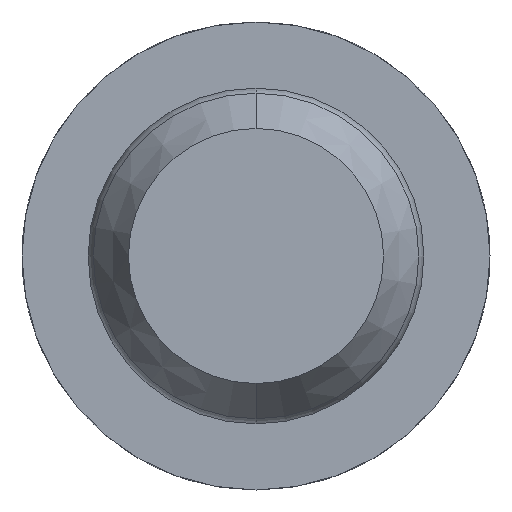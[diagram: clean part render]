
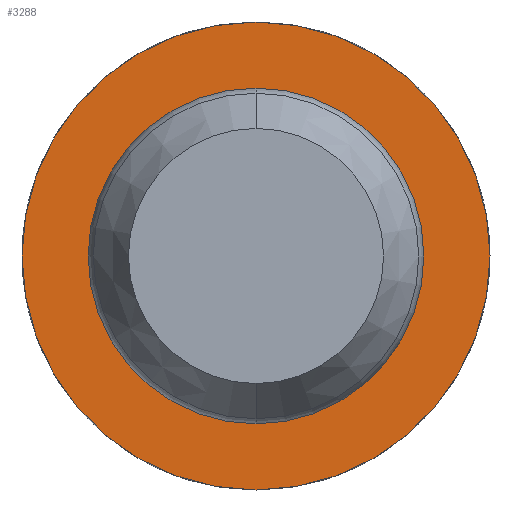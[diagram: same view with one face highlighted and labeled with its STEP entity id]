
A CAD part, front view. The second image highlights one B-rep face of the part: STEP entity #3288.
In plain terms, the highlighted planar face has unit normal (0, -1, 0).
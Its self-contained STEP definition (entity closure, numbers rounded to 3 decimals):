
#105 = DIRECTION ( 'NONE',  ( 0., 1., 0. ) ) ;
#262 = CARTESIAN_POINT ( 'NONE',  ( 0., -10.5, 0. ) ) ;
#303 = VERTEX_POINT ( 'NONE', #3626 ) ;
#424 = EDGE_CURVE ( 'Defeature ausgef�hrt3_4+Defeature ausgef�hrt3_5+Defeature ausgef�hrt3_5+Defeature ausgef�hrt3_5', #3343, #303, #2010, .T. ) ;
#565 = VERTEX_POINT ( 'NONE', #796 ) ;
#629 = AXIS2_PLACEMENT_3D ( 'NONE', #3489, #105, #2345 ) ;
#707 = VERTEX_POINT ( 'NONE', #895 ) ;
#715 = EDGE_CURVE ( 'Defeature ausgef�hrt3_3+Defeature ausgef�hrt3_4+Defeature ausgef�hrt3_4+Defeature ausgef�hrt3_4', #707, #565, #2596, .T. ) ;
#772 = DIRECTION ( 'NONE',  ( 0., 1., 0. ) ) ;
#796 = CARTESIAN_POINT ( 'NONE',  ( 0., -10.5, 1.15 ) ) ;
#807 = DIRECTION ( 'NONE',  ( 0., 1., 0. ) ) ;
#832 = ORIENTED_EDGE ( 'NONE', *, *, #3079, .F. ) ;
#895 = CARTESIAN_POINT ( 'NONE',  ( 0., -10.5, -1.15 ) ) ;
#940 = CARTESIAN_POINT ( 'NONE',  ( 0., -10.5, 0. ) ) ;
#1164 = CIRCLE ( 'NONE', #1695, 1.15 ) ;
#1342 = EDGE_LOOP ( 'NONE', ( #2001, #1733 ) ) ;
#1495 = DIRECTION ( 'NONE',  ( 0., 1., 0. ) ) ;
#1538 = EDGE_LOOP ( 'NONE', ( #832, #3592 ) ) ;
#1616 = DIRECTION ( 'NONE',  ( 0., 0., 1. ) ) ;
#1695 = AXIS2_PLACEMENT_3D ( 'NONE', #262, #807, #2211 ) ;
#1733 = ORIENTED_EDGE ( 'NONE', *, *, #2195, .T. ) ;
#2001 = ORIENTED_EDGE ( 'NONE', *, *, #424, .T. ) ;
#2010 = CIRCLE ( 'NONE', #2509, 0.825 ) ;
#2071 = DIRECTION ( 'NONE',  ( 0., 1., 0. ) ) ;
#2093 = CIRCLE ( 'NONE', #3537, 0.825 ) ;
#2195 = EDGE_CURVE ( 'Defeature ausgef�hrt3_4+Defeature ausgef�hrt3_5+Defeature ausgef�hrt3_5+Defeature ausgef�hrt3_5', #303, #3343, #2093, .T. ) ;
#2211 = DIRECTION ( 'NONE',  ( 0., 0., 1. ) ) ;
#2301 = CARTESIAN_POINT ( 'NONE',  ( 0., -10.5, 0. ) ) ;
#2345 = DIRECTION ( 'NONE',  ( 0., 0., 1. ) ) ;
#2447 = CARTESIAN_POINT ( 'NONE',  ( 0., -10.5, 0. ) ) ;
#2509 = AXIS2_PLACEMENT_3D ( 'NONE', #2301, #1495, #3189 ) ;
#2596 = CIRCLE ( 'NONE', #2964, 1.15 ) ;
#2611 = CARTESIAN_POINT ( 'NONE',  ( 0., -10.5, 0.825 ) ) ;
#2740 = FACE_BOUND ( 'NONE', #1342, .T. ) ;
#2835 = FACE_OUTER_BOUND ( 'NONE', #1538, .T. ) ;
#2868 = PLANE ( 'NONE',  #629 ) ;
#2964 = AXIS2_PLACEMENT_3D ( 'NONE', #940, #2071, #3166 ) ;
#3079 = EDGE_CURVE ( 'Defeature ausgef�hrt3_3+Defeature ausgef�hrt3_4+Defeature ausgef�hrt3_4+Defeature ausgef�hrt3_4', #565, #707, #1164, .T. ) ;
#3166 = DIRECTION ( 'NONE',  ( 0., 0., 1. ) ) ;
#3189 = DIRECTION ( 'NONE',  ( 0., 0., 1. ) ) ;
#3288 = ADVANCED_FACE ( 'Defeature ausgef�hrt3_4', ( #2835, #2740 ), #2868, .F. ) ;
#3343 = VERTEX_POINT ( 'NONE', #2611 ) ;
#3489 = CARTESIAN_POINT ( 'NONE',  ( 1.15, -10.5, 0. ) ) ;
#3537 = AXIS2_PLACEMENT_3D ( 'NONE', #2447, #772, #1616 ) ;
#3592 = ORIENTED_EDGE ( 'NONE', *, *, #715, .F. ) ;
#3626 = CARTESIAN_POINT ( 'NONE',  ( 0., -10.5, -0.825 ) ) ;
